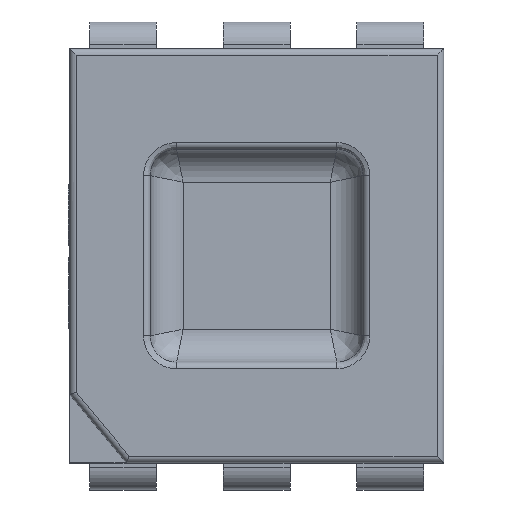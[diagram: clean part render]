
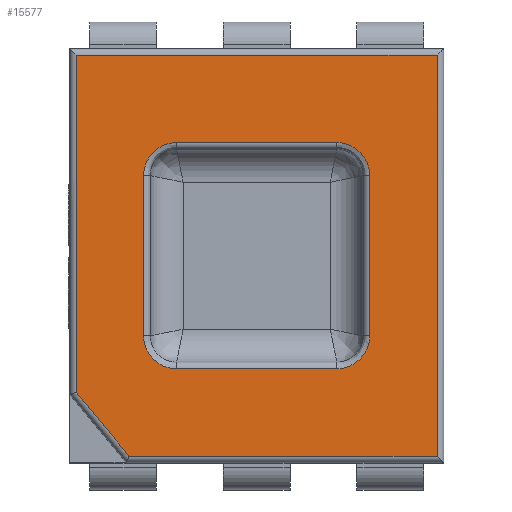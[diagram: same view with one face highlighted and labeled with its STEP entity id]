
A CAD part, top view. The second image highlights one B-rep face of the part: STEP entity #15577.
In plain terms, the highlighted planar face has unit normal (0, 0, 1).
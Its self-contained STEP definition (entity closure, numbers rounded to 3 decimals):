
#46 = CARTESIAN_POINT ( 'NONE',  ( 0.846, 0.599, 1.8 ) ) ;
#60 = CARTESIAN_POINT ( 'NONE',  ( -1.35, 1.5, 1.8 ) ) ;
#169 = DIRECTION ( 'NONE',  ( 0., -1., 0. ) ) ;
#335 = DIRECTION ( 'NONE',  ( 1., 0., 0. ) ) ;
#394 = DIRECTION ( 'NONE',  ( 0., 0., 1. ) ) ;
#622 = DIRECTION ( 'NONE',  ( 0., 1., 0. ) ) ;
#770 = CARTESIAN_POINT ( 'NONE',  ( -0.846, -0.599, 1.8 ) ) ;
#788 = EDGE_CURVE ( 'NONE', #6893, #10700, #2378, .T. ) ;
#824 = FACE_BOUND ( 'NONE', #2434, .T. ) ;
#1028 = B_SPLINE_CURVE_WITH_KNOTS ( 'NONE', 3,
 ( #7992, #10976, #9336, #9616, #15432, #2023 ),
 .UNSPECIFIED., .F., .F.,
 ( 4, 2, 4 ),
 ( 0., 0., 0. ),
 .UNSPECIFIED. ) ;
#1138 = ORIENTED_EDGE ( 'NONE', *, *, #14955, .T. ) ;
#1319 = EDGE_CURVE ( 'NONE', #3368, #2746, #16674, .T. ) ;
#1341 = VERTEX_POINT ( 'NONE', #60 ) ;
#1380 = EDGE_CURVE ( 'NONE', #10700, #1341, #2699, .T. ) ;
#1386 = LINE ( 'NONE', #16694, #12930 ) ;
#1513 = CARTESIAN_POINT ( 'NONE',  ( 0.846, 0.664, 1.8 ) ) ;
#1683 = CARTESIAN_POINT ( 'NONE',  ( -0.846, 0.599, 1.8 ) ) ;
#1767 = CARTESIAN_POINT ( 'NONE',  ( -0.846, -0.599, 1.8 ) ) ;
#1830 = VERTEX_POINT ( 'NONE', #12847 ) ;
#2023 = CARTESIAN_POINT ( 'NONE',  ( 0.599, -0.846, 1.8 ) ) ;
#2154 = ORIENTED_EDGE ( 'NONE', *, *, #8453, .T. ) ;
#2378 = LINE ( 'NONE', #5075, #5483 ) ;
#2434 = EDGE_LOOP ( 'NONE', ( #14086, #2945, #3852, #18365, #5295, #6365, #2154, #11214 ) ) ;
#2615 = CARTESIAN_POINT ( 'NONE',  ( 0.846, -0.599, 1.8 ) ) ;
#2620 = CARTESIAN_POINT ( 'NONE',  ( -1.4, 1.5, 1.8 ) ) ;
#2699 = LINE ( 'NONE', #2620, #11690 ) ;
#2746 = VERTEX_POINT ( 'NONE', #1767 ) ;
#2781 = CARTESIAN_POINT ( 'NONE',  ( -0.6, -0.846, 1.8 ) ) ;
#2862 = VECTOR ( 'NONE', #335, 1000. ) ;
#2891 = CARTESIAN_POINT ( 'NONE',  ( 0.728, 0.819, 1.8 ) ) ;
#2945 = ORIENTED_EDGE ( 'NONE', *, *, #12277, .T. ) ;
#3075 = CARTESIAN_POINT ( 'NONE',  ( 0.819, 0.728, 1.8 ) ) ;
#3232 = PLANE ( 'NONE',  #11175 ) ;
#3368 = VERTEX_POINT ( 'NONE', #9678 ) ;
#3852 = ORIENTED_EDGE ( 'NONE', *, *, #1319, .T. ) ;
#4330 = CARTESIAN_POINT ( 'NONE',  ( 0.664, 0.846, 1.8 ) ) ;
#4360 = LINE ( 'NONE', #13392, #14199 ) ;
#4382 = VECTOR ( 'NONE', #17012, 1000. ) ;
#5075 = CARTESIAN_POINT ( 'NONE',  ( 1.35, 1.55, 1.8 ) ) ;
#5213 = B_SPLINE_CURVE_WITH_KNOTS ( 'NONE', 3,
 ( #17891, #5263, #9330, #15027, #9509, #10593 ),
 .UNSPECIFIED., .F., .F.,
 ( 4, 2, 4 ),
 ( 0., 0., 0. ),
 .UNSPECIFIED. ) ;
#5263 = CARTESIAN_POINT ( 'NONE',  ( -0.846, 0.664, 1.8 ) ) ;
#5295 = ORIENTED_EDGE ( 'NONE', *, *, #16939, .T. ) ;
#5309 = DIRECTION ( 'NONE',  ( 0., -1., 0. ) ) ;
#5421 = CARTESIAN_POINT ( 'NONE',  ( -0.599, -0.846, 1.8 ) ) ;
#5483 = VECTOR ( 'NONE', #622, 1000. ) ;
#5500 = LINE ( 'NONE', #12819, #16659 ) ;
#5516 = CARTESIAN_POINT ( 'NONE',  ( -0.819, -0.728, 1.8 ) ) ;
#5662 = VECTOR ( 'NONE', #7313, 1000. ) ;
#5926 = CARTESIAN_POINT ( 'NONE',  ( -0.599, 0.846, 1.8 ) ) ;
#6109 = DIRECTION ( 'NONE',  ( 1., 0., 0. ) ) ;
#6184 = CARTESIAN_POINT ( 'NONE',  ( 0.599, -0.846, 1.8 ) ) ;
#6318 = DIRECTION ( 'NONE',  ( 1., 0., 0. ) ) ;
#6365 = ORIENTED_EDGE ( 'NONE', *, *, #16568, .T. ) ;
#6893 = VERTEX_POINT ( 'NONE', #8423 ) ;
#6998 = VERTEX_POINT ( 'NONE', #19133 ) ;
#7313 = DIRECTION ( 'NONE',  ( -1., 0., 0. ) ) ;
#7619 = DIRECTION ( 'NONE',  ( 0., 1., 0. ) ) ;
#7799 = VERTEX_POINT ( 'NONE', #5926 ) ;
#7992 = CARTESIAN_POINT ( 'NONE',  ( 0.846, -0.599, 1.8 ) ) ;
#8239 = EDGE_CURVE ( 'NONE', #1830, #9628, #5500, .T. ) ;
#8423 = CARTESIAN_POINT ( 'NONE',  ( 1.35, -1.5, 1.8 ) ) ;
#8453 = EDGE_CURVE ( 'NONE', #18780, #1830, #10717, .T. ) ;
#9083 = CARTESIAN_POINT ( 'NONE',  ( -1.35, -1.022, 1.8 ) ) ;
#9187 = CARTESIAN_POINT ( 'NONE',  ( 0.6, 0.846, 1.8 ) ) ;
#9317 = LINE ( 'NONE', #12407, #2862 ) ;
#9321 = EDGE_CURVE ( 'NONE', #2746, #18143, #1386, .T. ) ;
#9330 = CARTESIAN_POINT ( 'NONE',  ( -0.819, 0.728, 1.8 ) ) ;
#9336 = CARTESIAN_POINT ( 'NONE',  ( 0.819, -0.728, 1.8 ) ) ;
#9388 = LINE ( 'NONE', #9187, #11812 ) ;
#9509 = CARTESIAN_POINT ( 'NONE',  ( -0.664, 0.846, 1.8 ) ) ;
#9616 = CARTESIAN_POINT ( 'NONE',  ( 0.728, -0.819, 1.8 ) ) ;
#9628 = VERTEX_POINT ( 'NONE', #2615 ) ;
#9633 = EDGE_LOOP ( 'NONE', ( #11210, #10198, #1138, #17300, #12913 ) ) ;
#9678 = CARTESIAN_POINT ( 'NONE',  ( -0.599, -0.846, 1.8 ) ) ;
#10198 = ORIENTED_EDGE ( 'NONE', *, *, #10596, .T. ) ;
#10593 = CARTESIAN_POINT ( 'NONE',  ( -0.599, 0.846, 1.8 ) ) ;
#10596 = EDGE_CURVE ( 'NONE', #1341, #13729, #4360, .T. ) ;
#10700 = VERTEX_POINT ( 'NONE', #16188 ) ;
#10717 = B_SPLINE_CURVE_WITH_KNOTS ( 'NONE', 3,
 ( #17550, #4330, #2891, #3075, #1513, #46 ),
 .UNSPECIFIED., .F., .F.,
 ( 4, 2, 4 ),
 ( 0., 0., 0. ),
 .UNSPECIFIED. ) ;
#10976 = CARTESIAN_POINT ( 'NONE',  ( 0.846, -0.664, 1.8 ) ) ;
#10995 = CARTESIAN_POINT ( 'NONE',  ( -0.664, -0.846, 1.8 ) ) ;
#11090 = CARTESIAN_POINT ( 'NONE',  ( -0.728, -0.819, 1.8 ) ) ;
#11175 = AXIS2_PLACEMENT_3D ( 'NONE', #16520, #394, #6109 ) ;
#11210 = ORIENTED_EDGE ( 'NONE', *, *, #1380, .T. ) ;
#11214 = ORIENTED_EDGE ( 'NONE', *, *, #8239, .T. ) ;
#11460 = LINE ( 'NONE', #2781, #5662 ) ;
#11690 = VECTOR ( 'NONE', #13192, 1000. ) ;
#11812 = VECTOR ( 'NONE', #6318, 1000. ) ;
#12277 = EDGE_CURVE ( 'NONE', #12953, #3368, #11460, .T. ) ;
#12407 = CARTESIAN_POINT ( 'NONE',  ( 1.4, -1.5, 1.8 ) ) ;
#12429 = CARTESIAN_POINT ( 'NONE',  ( 0.599, 0.846, 1.8 ) ) ;
#12819 = CARTESIAN_POINT ( 'NONE',  ( 0.846, -0.6, 1.8 ) ) ;
#12847 = CARTESIAN_POINT ( 'NONE',  ( 0.846, 0.599, 1.8 ) ) ;
#12913 = ORIENTED_EDGE ( 'NONE', *, *, #788, .T. ) ;
#12930 = VECTOR ( 'NONE', #7619, 1000. ) ;
#12953 = VERTEX_POINT ( 'NONE', #6184 ) ;
#13192 = DIRECTION ( 'NONE',  ( -1., 0., 0. ) ) ;
#13392 = CARTESIAN_POINT ( 'NONE',  ( -1.35, -1.04, 1.8 ) ) ;
#13729 = VERTEX_POINT ( 'NONE', #9083 ) ;
#14027 = FACE_OUTER_BOUND ( 'NONE', #9633, .T. ) ;
#14086 = ORIENTED_EDGE ( 'NONE', *, *, #18847, .T. ) ;
#14199 = VECTOR ( 'NONE', #169, 1000. ) ;
#14955 = EDGE_CURVE ( 'NONE', #13729, #6998, #16810, .T. ) ;
#15027 = CARTESIAN_POINT ( 'NONE',  ( -0.728, 0.819, 1.8 ) ) ;
#15432 = CARTESIAN_POINT ( 'NONE',  ( 0.664, -0.846, 1.8 ) ) ;
#15441 = EDGE_CURVE ( 'NONE', #6998, #6893, #9317, .T. ) ;
#15452 = CARTESIAN_POINT ( 'NONE',  ( -0.846, -0.664, 1.8 ) ) ;
#15462 = CARTESIAN_POINT ( 'NONE',  ( -0.938, -1.518, 1.8 ) ) ;
#15577 = ADVANCED_FACE ( 'NONE', ( #14027, #824 ), #3232, .T. ) ;
#16188 = CARTESIAN_POINT ( 'NONE',  ( 1.35, 1.5, 1.8 ) ) ;
#16520 = CARTESIAN_POINT ( 'NONE',  ( 0., 0., 1.8 ) ) ;
#16568 = EDGE_CURVE ( 'NONE', #7799, #18780, #9388, .T. ) ;
#16659 = VECTOR ( 'NONE', #5309, 1000. ) ;
#16674 = B_SPLINE_CURVE_WITH_KNOTS ( 'NONE', 3,
 ( #5421, #10995, #11090, #5516, #15452, #770 ),
 .UNSPECIFIED., .F., .F.,
 ( 4, 2, 4 ),
 ( 0., 0., 0. ),
 .UNSPECIFIED. ) ;
#16694 = CARTESIAN_POINT ( 'NONE',  ( -0.846, 0.6, 1.8 ) ) ;
#16810 = LINE ( 'NONE', #15462, #4382 ) ;
#16939 = EDGE_CURVE ( 'NONE', #18143, #7799, #5213, .T. ) ;
#17012 = DIRECTION ( 'NONE',  ( 0.639, -0.769, 0. ) ) ;
#17300 = ORIENTED_EDGE ( 'NONE', *, *, #15441, .T. ) ;
#17550 = CARTESIAN_POINT ( 'NONE',  ( 0.599, 0.846, 1.8 ) ) ;
#17891 = CARTESIAN_POINT ( 'NONE',  ( -0.846, 0.599, 1.8 ) ) ;
#18143 = VERTEX_POINT ( 'NONE', #1683 ) ;
#18365 = ORIENTED_EDGE ( 'NONE', *, *, #9321, .T. ) ;
#18780 = VERTEX_POINT ( 'NONE', #12429 ) ;
#18847 = EDGE_CURVE ( 'NONE', #9628, #12953, #1028, .T. ) ;
#19133 = CARTESIAN_POINT ( 'NONE',  ( -0.953, -1.5, 1.8 ) ) ;
